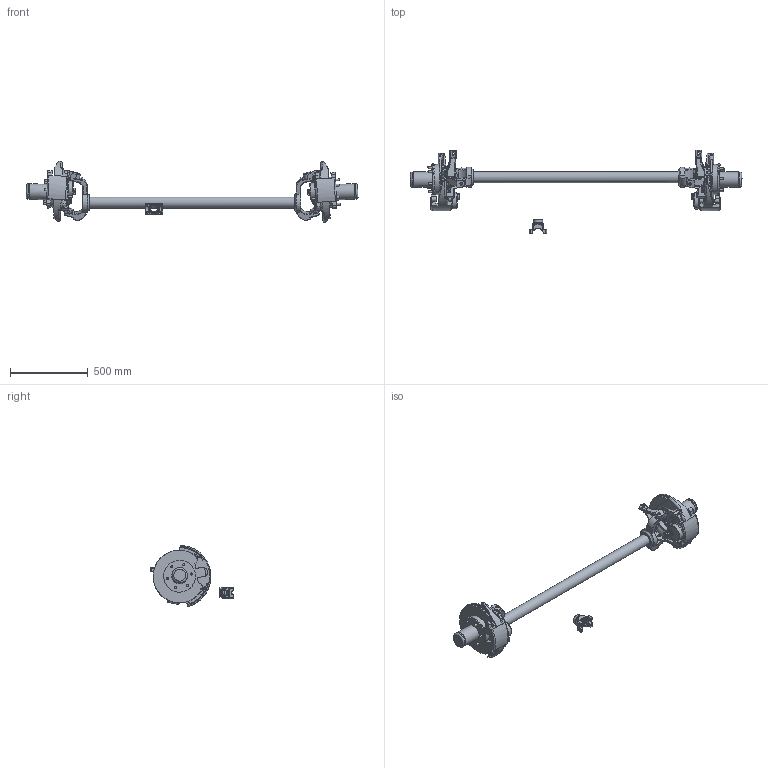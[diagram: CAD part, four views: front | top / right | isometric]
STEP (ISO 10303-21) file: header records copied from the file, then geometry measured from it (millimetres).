
FILE_DESCRIPTION(('FreeCAD Model'),'2;1');
FILE_NAME('Open CASCADE Shape Model','2025-05-04T15:45:44',('FreeCAD'),( 'FreeCAD'),'Open CASCADE STEP processor 7.6','FreeCAD','Unknown');
FILE_SCHEMA(('AUTOMOTIVE_DESIGN { 1 0 10303 214 1 1 1 1 }'));
Products named in the file (1): Open CASCADE STEP translator 7.6 1
Bounding box: 2128.77 x 537.82 x 392.49 mm (x, y, z)
Volume: 18067431.1 mm3; surface area: 2810900.2 mm2
Topology: 16 solids, 16 shells, 1880 faces, 5139 edges, 3276 vertices
Faces by surface type: bspline 1880
Entity records: 78282 total; most frequent: CARTESIAN_POINT 50124, ORIENTED_EDGE 10178, EDGE_CURVE 5089, VERTEX_POINT 3276, B_SPLINE_CURVE_WITH_KNOTS 2679, FACE_BOUND 2191, EDGE_LOOP 2191, ADVANCED_FACE 1880
